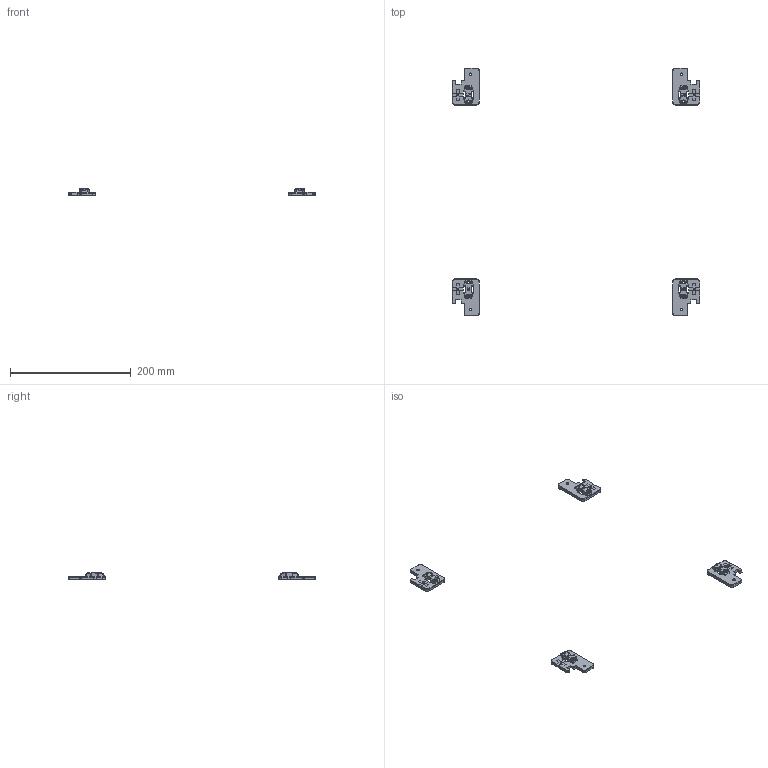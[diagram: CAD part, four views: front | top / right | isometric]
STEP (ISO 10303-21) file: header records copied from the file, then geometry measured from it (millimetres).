
FILE_DESCRIPTION(/* description */ (''),/* implementation_level */ '2;1');
FILE_NAME(/* name */ 'Z BELT COVER.stp',/* time_stamp */ '2022-10-07T08:48:02+09:00',/* author */ (''),/* organization */ (''),/* preprocessor_version */ 'ST-DEVELOPER v18.1',/* originating_system */ 'SIEMENS PLM Software NX 1953',/* authorisation */ '');
FILE_SCHEMA (('AUTOMOTIVE_DESIGN { 1 0 10303 214 3 1 1 1 }'));
Length unit declared in the file: millimetre
Products named in the file (1): V6CL24301986cvc7
Bounding box: 410.04 x 410 x 11 mm (x, y, z)
Volume: 46297.7 mm3; surface area: 29558.8 mm2
Topology: 12 solids, 12 shells, 706 faces, 1808 edges, 1116 vertices
Faces by surface type: plane 333, cylinder 236, cone 44, bspline 37, torus 32, sphere 24
Full cylindrical faces by diameter (mm): 3.4 x12, 3.6 x4, 4.7 x8
Entity records: 22401 total; most frequent: CARTESIAN_POINT 5103, DIRECTION 3658, ORIENTED_EDGE 3528, EDGE_CURVE 1764, AXIS2_PLACEMENT_3D 1266, LINE 1126, VECTOR 1126, VERTEX_POINT 1108
